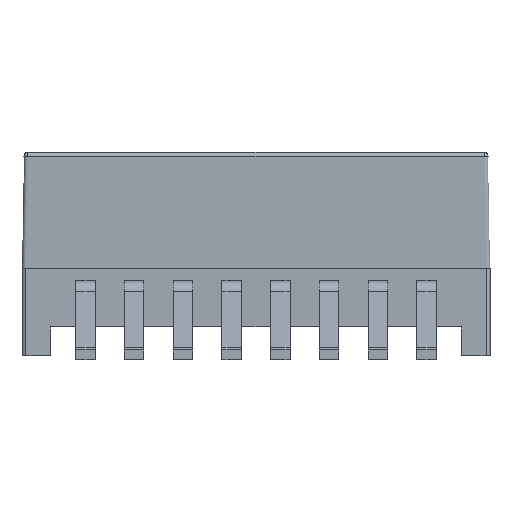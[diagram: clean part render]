
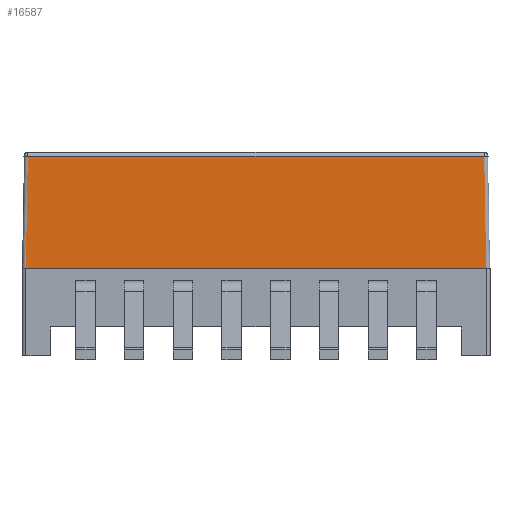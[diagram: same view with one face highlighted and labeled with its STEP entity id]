
A CAD part, front view. The second image highlights one B-rep face of the part: STEP entity #16587.
In plain terms, the highlighted planar face has unit normal (0, -1, 0.018).
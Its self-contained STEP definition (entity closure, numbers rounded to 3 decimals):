
#1421=ORIENTED_EDGE('',*,*,#5329,.F.);
#1422=ORIENTED_EDGE('',*,*,#5330,.T.);
#1423=ORIENTED_EDGE('',*,*,#5331,.T.);
#1424=ORIENTED_EDGE('',*,*,#5332,.T.);
#1425=ORIENTED_EDGE('',*,*,#5333,.F.);
#1426=ORIENTED_EDGE('',*,*,#5099,.F.);
#5099=EDGE_CURVE('',#7090,#7091,#8528,.T.);
#5329=EDGE_CURVE('',#7310,#7090,#8636,.T.);
#5330=EDGE_CURVE('',#7310,#7311,#8637,.T.);
#5331=EDGE_CURVE('',#7311,#7312,#8638,.F.);
#5332=EDGE_CURVE('',#7312,#7313,#8639,.F.);
#5333=EDGE_CURVE('',#7091,#7313,#8640,.T.);
#7090=VERTEX_POINT('',#22595);
#7091=VERTEX_POINT('',#22597);
#7310=VERTEX_POINT('',#23753);
#7311=VERTEX_POINT('',#23755);
#7312=VERTEX_POINT('',#23757);
#7313=VERTEX_POINT('',#23759);
#8528=LINE('',#22596,#10029);
#8636=LINE('',#23752,#10137);
#8637=LINE('',#23754,#10138);
#8638=LINE('',#23756,#10139);
#8639=LINE('',#23758,#10140);
#8640=LINE('',#23760,#10141);
#10029=VECTOR('',#18847,1000.);
#10137=VECTOR('',#19029,1000.);
#10138=VECTOR('',#19030,1000.);
#10139=VECTOR('',#19031,1000.);
#10140=VECTOR('',#19032,1000.);
#10141=VECTOR('',#19033,1000.);
#11461=EDGE_LOOP('',(#1421,#1422,#1423,#1424,#1425,#1426));
#12344=FACE_BOUND('',#11461,.T.);
#13185=PLANE('',#17502);
#16587=ADVANCED_FACE('',(#12344),#13185,.T.);
#17502=AXIS2_PLACEMENT_3D('',#23751,#19027,#19028);
#18847=DIRECTION('',(-1.,0.,0.));
#19027=DIRECTION('',(0.,-1.,0.017));
#19028=DIRECTION('',(0.,-0.017,-1.));
#19029=DIRECTION('',(-1.,0.,0.));
#19030=DIRECTION('',(-0.017,0.017,1.));
#19031=DIRECTION('',(1.,0.,0.));
#19032=DIRECTION('',(0.017,0.017,1.));
#19033=DIRECTION('',(-1.,0.,0.));
#22595=CARTESIAN_POINT('',(6.,-3.5,2.37));
#22596=CARTESIAN_POINT('',(6.1,-3.5,2.37));
#22597=CARTESIAN_POINT('',(-6.,-3.5,2.37));
#23751=CARTESIAN_POINT('',(0.,-3.5,2.37));
#23752=CARTESIAN_POINT('',(6.1,-3.5,2.37));
#23753=CARTESIAN_POINT('',(6.,-3.5,2.37));
#23754=CARTESIAN_POINT('',(5.998,-3.498,2.475));
#23755=CARTESIAN_POINT('',(5.949,-3.449,5.302));
#23756=CARTESIAN_POINT('',(-6.047,-3.449,5.302));
#23757=CARTESIAN_POINT('',(-5.949,-3.449,5.302));
#23758=CARTESIAN_POINT('',(-5.998,-3.498,2.475));
#23759=CARTESIAN_POINT('',(-6.,-3.5,2.37));
#23760=CARTESIAN_POINT('',(6.1,-3.5,2.37));
